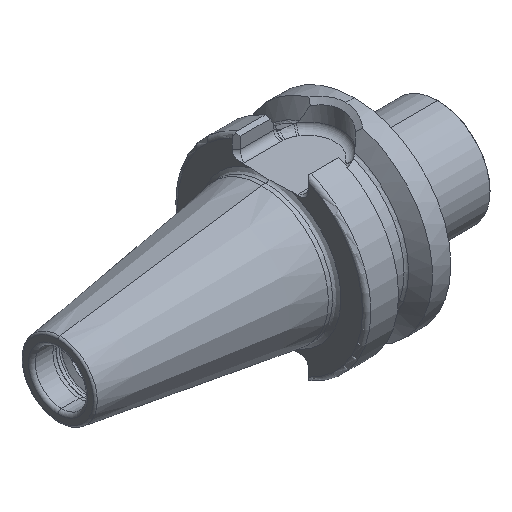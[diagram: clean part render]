
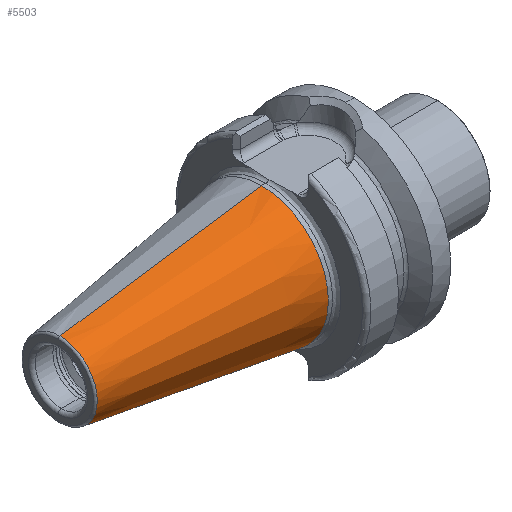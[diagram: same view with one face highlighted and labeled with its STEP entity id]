
A CAD part, isometric view. The second image highlights one B-rep face of the part: STEP entity #5503.
In plain terms, the highlighted conical face has half-angle 8.297 degrees and reference radius 15.875 mm.
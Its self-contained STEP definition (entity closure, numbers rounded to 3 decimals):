
#28 = LINE ( 'NONE', #1628, #4920 ) ;
#146 = EDGE_LOOP ( 'NONE', ( #5339, #3882, #4378, #2909 ) ) ;
#174 = CONICAL_SURFACE ( 'NONE', #2841, 15.875, 0.145 ) ;
#1151 = AXIS2_PLACEMENT_3D ( 'NONE', #4910, #1954, #5392 ) ;
#1535 = DIRECTION ( 'NONE',  ( 1., 0., 0. ) ) ;
#1628 = CARTESIAN_POINT ( 'NONE',  ( 0., 0., -15.875 ) ) ;
#1954 = DIRECTION ( 'NONE',  ( -1., 0., 0. ) ) ;
#2322 = CIRCLE ( 'NONE', #1151, 15.875 ) ;
#2418 = CARTESIAN_POINT ( 'NONE',  ( -47.972, 0., 0. ) ) ;
#2841 = AXIS2_PLACEMENT_3D ( 'NONE', #5424, #1535, #4464 ) ;
#2850 = CARTESIAN_POINT ( 'NONE',  ( 0., 0., 15.875 ) ) ;
#2909 = ORIENTED_EDGE ( 'NONE', *, *, #4226, .T. ) ;
#2927 = DIRECTION ( 'NONE',  ( 0., 0., 1. ) ) ;
#3413 = VERTEX_POINT ( 'NONE', #5006 ) ;
#3621 = CIRCLE ( 'NONE', #5824, 8.879 ) ;
#3882 = ORIENTED_EDGE ( 'NONE', *, *, #4202, .F. ) ;
#4075 = DIRECTION ( 'NONE',  ( 0.99, 0., -0.144 ) ) ;
#4116 = EDGE_CURVE ( 'NONE', #5303, #3413, #4558, .T. ) ;
#4202 = EDGE_CURVE ( 'NONE', #4430, #5303, #3621, .T. ) ;
#4226 = EDGE_CURVE ( 'NONE', #4735, #3413, #2322, .T. ) ;
#4338 = CARTESIAN_POINT ( 'NONE',  ( 0., 0., -15.875 ) ) ;
#4378 = ORIENTED_EDGE ( 'NONE', *, *, #5618, .T. ) ;
#4430 = VERTEX_POINT ( 'NONE', #6014 ) ;
#4464 = DIRECTION ( 'NONE',  ( 0., 0., -1. ) ) ;
#4558 = LINE ( 'NONE', #2850, #5088 ) ;
#4688 = FACE_OUTER_BOUND ( 'NONE', #146, .T. ) ;
#4735 = VERTEX_POINT ( 'NONE', #4338 ) ;
#4841 = DIRECTION ( 'NONE',  ( 0.99, 0., 0.144 ) ) ;
#4910 = CARTESIAN_POINT ( 'NONE',  ( 0., 0., 0. ) ) ;
#4920 = VECTOR ( 'NONE', #4075, 1000. ) ;
#5006 = CARTESIAN_POINT ( 'NONE',  ( 0., 0., 15.875 ) ) ;
#5088 = VECTOR ( 'NONE', #4841, 1000. ) ;
#5262 = CARTESIAN_POINT ( 'NONE',  ( -47.972, 0., 8.879 ) ) ;
#5303 = VERTEX_POINT ( 'NONE', #5262 ) ;
#5339 = ORIENTED_EDGE ( 'NONE', *, *, #4116, .F. ) ;
#5392 = DIRECTION ( 'NONE',  ( 0., 0., 1. ) ) ;
#5424 = CARTESIAN_POINT ( 'NONE',  ( 0., 0., 0. ) ) ;
#5503 = ADVANCED_FACE ( 'NONE', ( #4688 ), #174, .T. ) ;
#5618 = EDGE_CURVE ( 'NONE', #4430, #4735, #28, .T. ) ;
#5817 = DIRECTION ( 'NONE',  ( -1., 0., 0. ) ) ;
#5824 = AXIS2_PLACEMENT_3D ( 'NONE', #2418, #5817, #2927 ) ;
#6014 = CARTESIAN_POINT ( 'NONE',  ( -47.972, 0., -8.879 ) ) ;
